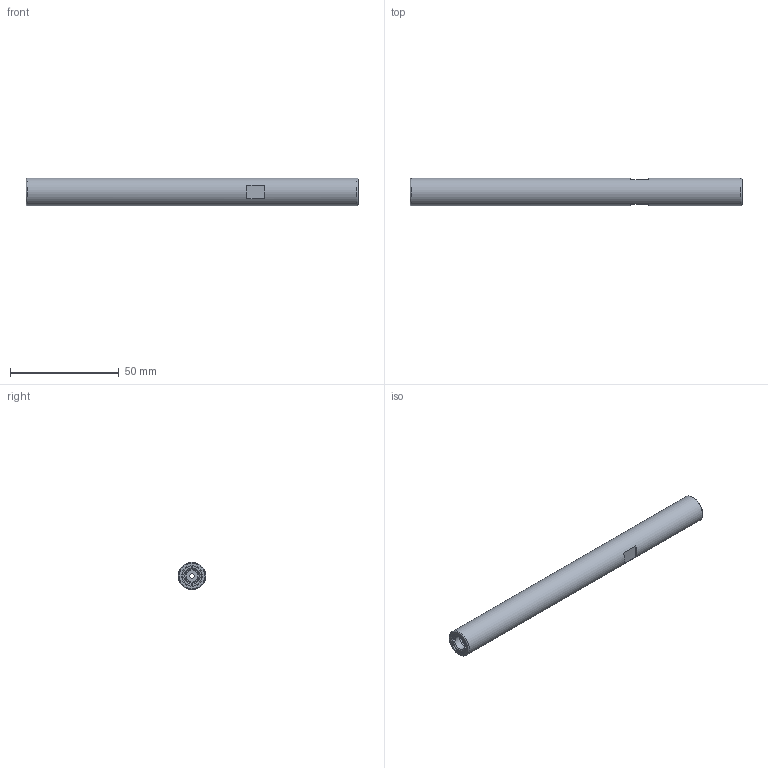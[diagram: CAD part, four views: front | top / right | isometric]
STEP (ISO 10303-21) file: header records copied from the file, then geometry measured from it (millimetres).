
FILE_DESCRIPTION(/* description */ (''),/* implementation_level */ '2;1');
FILE_NAME(/* name */ 'S050-MX06-0600.stp',/* time_stamp */ '2019-10-28T09:30:23-05:00',/* author */ ('ldfli'),/* organization */ (''),/* preprocessor_version */ 'ST-DEVELOPER v18',/* originating_system */ 'Autodesk Inventor LT',/* authorisation */ '');
FILE_SCHEMA (('AUTOMOTIVE_DESIGN { 1 0 10303 214 3 1 1 }'));
Length unit declared in the file: millimetre
Products named in the file (1): S050-MX06-0600
Bounding box: 152.4 x 12.7 x 12.7 mm (x, y, z)
Volume: 16798.1 mm3; surface area: 13005.5 mm2
Topology: 3 solids, 3 shells, 56 faces, 154 edges, 111 vertices
Faces by surface type: plane 32, cylinder 11, cone 9, torus 4
Full cylindrical faces by diameter (mm): 2 x1, 6 x2, 6.5 x1, 8 x1, 8.26 x1, 8.4 x1, 8.45 x1, 8.5 x1, 10 x1, 12.7 x1
Entity records: 1908 total; most frequent: DIRECTION 347, CARTESIAN_POINT 338, ORIENTED_EDGE 308, EDGE_CURVE 154, AXIS2_PLACEMENT_3D 144, VERTEX_POINT 111, CIRCLE 87, EDGE_LOOP 69
